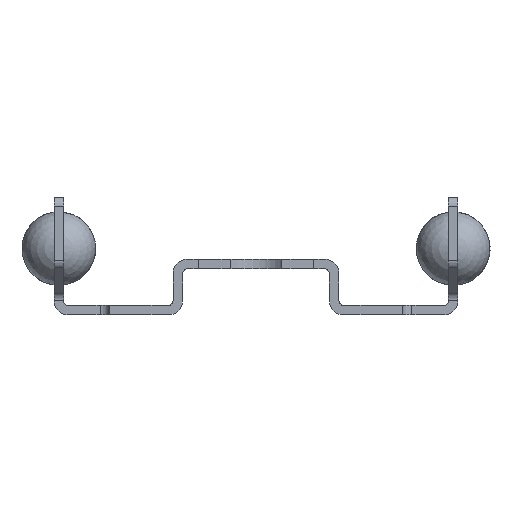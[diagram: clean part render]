
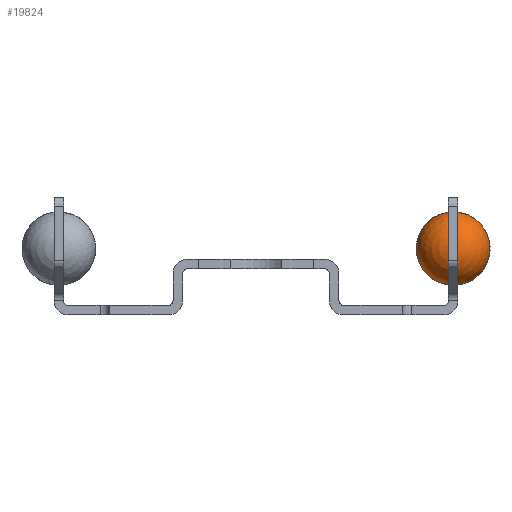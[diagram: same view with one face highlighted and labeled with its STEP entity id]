
A CAD part, left-side view. The second image highlights one B-rep face of the part: STEP entity #19824.
In plain terms, the highlighted spherical face has radius 2.54 mm.
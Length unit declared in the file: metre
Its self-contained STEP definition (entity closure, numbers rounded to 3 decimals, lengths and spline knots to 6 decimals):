
#26=SPHERICAL_SURFACE('',#22054,0.00254);
#740=CIRCLE('',#20344,0.001107);
#743=CIRCLE('',#20349,0.001107);
#746=CIRCLE('',#20354,0.001107);
#749=CIRCLE('',#20359,0.001107);
#1354=CIRCLE('',#21409,0.002518);
#1355=CIRCLE('',#21410,0.002518);
#1356=CIRCLE('',#21411,0.002518);
#1357=CIRCLE('',#21412,0.002518);
#1364=CIRCLE('',#21443,0.002518);
#1365=CIRCLE('',#21444,0.002518);
#1366=CIRCLE('',#21445,0.002518);
#1367=CIRCLE('',#21446,0.002518);
#1650=CIRCLE('',#21923,0.001107);
#1651=CIRCLE('',#21925,0.001107);
#1652=CIRCLE('',#21927,0.001107);
#1653=CIRCLE('',#21929,0.001107);
#7462=ORIENTED_EDGE('',*,*,#9922,.F.);
#7463=ORIENTED_EDGE('',*,*,#10644,.F.);
#7464=ORIENTED_EDGE('',*,*,#10035,.F.);
#7465=ORIENTED_EDGE('',*,*,#8406,.F.);
#7466=ORIENTED_EDGE('',*,*,#10032,.F.);
#7467=ORIENTED_EDGE('',*,*,#10642,.F.);
#7468=ORIENTED_EDGE('',*,*,#9925,.F.);
#7469=ORIENTED_EDGE('',*,*,#8391,.F.);
#7470=ORIENTED_EDGE('',*,*,#10645,.F.);
#7471=ORIENTED_EDGE('',*,*,#9923,.F.);
#7472=ORIENTED_EDGE('',*,*,#8413,.F.);
#7473=ORIENTED_EDGE('',*,*,#10034,.F.);
#7474=ORIENTED_EDGE('',*,*,#10643,.F.);
#7475=ORIENTED_EDGE('',*,*,#9919,.F.);
#7476=ORIENTED_EDGE('',*,*,#8399,.F.);
#7477=ORIENTED_EDGE('',*,*,#10030,.F.);
#8391=EDGE_CURVE('',#11293,#11294,#740,.T.);
#8399=EDGE_CURVE('',#11300,#11301,#743,.T.);
#8406=EDGE_CURVE('',#11307,#11308,#746,.T.);
#8413=EDGE_CURVE('',#11312,#11313,#749,.T.);
#9919=EDGE_CURVE('',#11301,#12414,#1354,.T.);
#9922=EDGE_CURVE('',#12415,#11307,#1355,.T.);
#9923=EDGE_CURVE('',#11313,#12416,#1356,.T.);
#9925=EDGE_CURVE('',#11294,#12417,#1357,.T.);
#10030=EDGE_CURVE('',#12434,#11300,#1364,.T.);
#10032=EDGE_CURVE('',#12435,#11293,#1365,.T.);
#10034=EDGE_CURVE('',#12436,#11312,#1366,.T.);
#10035=EDGE_CURVE('',#11308,#12437,#1367,.T.);
#10642=EDGE_CURVE('',#12417,#12435,#1650,.T.);
#10643=EDGE_CURVE('',#12414,#12434,#1651,.T.);
#10644=EDGE_CURVE('',#12437,#12415,#1652,.T.);
#10645=EDGE_CURVE('',#12416,#12436,#1653,.T.);
#11293=VERTEX_POINT('',#29724);
#11294=VERTEX_POINT('',#29726);
#11300=VERTEX_POINT('',#29741);
#11301=VERTEX_POINT('',#29743);
#11307=VERTEX_POINT('',#29757);
#11308=VERTEX_POINT('',#29759);
#11312=VERTEX_POINT('',#29771);
#11313=VERTEX_POINT('',#29773);
#12414=VERTEX_POINT('',#32825);
#12415=VERTEX_POINT('',#32828);
#12416=VERTEX_POINT('',#32831);
#12417=VERTEX_POINT('',#32834);
#12434=VERTEX_POINT('',#32979);
#12435=VERTEX_POINT('',#32982);
#12436=VERTEX_POINT('',#32985);
#12437=VERTEX_POINT('',#32988);
#17190=EDGE_LOOP('',(#7462,#7463,#7464,#7465));
#17191=EDGE_LOOP('',(#7466,#7467,#7468,#7469));
#17192=EDGE_LOOP('',(#7470,#7471,#7472,#7473));
#17193=EDGE_LOOP('',(#7474,#7475,#7476,#7477));
#18302=FACE_BOUND('',#17190,.T.);
#18303=FACE_BOUND('',#17191,.T.);
#18304=FACE_BOUND('',#17192,.T.);
#18305=FACE_BOUND('',#17193,.T.);
#19824=ADVANCED_FACE('',(#18302,#18303,#18304,#18305),#26,.T.);
#20344=AXIS2_PLACEMENT_3D('',#29725,#23447,#23448);
#20349=AXIS2_PLACEMENT_3D('',#29742,#23462,#23463);
#20354=AXIS2_PLACEMENT_3D('',#29758,#23476,#23477);
#20359=AXIS2_PLACEMENT_3D('',#29772,#23490,#23491);
#21409=AXIS2_PLACEMENT_3D('',#32824,#26491,#26492);
#21410=AXIS2_PLACEMENT_3D('',#32829,#26495,#26496);
#21411=AXIS2_PLACEMENT_3D('',#32830,#26497,#26498);
#21412=AXIS2_PLACEMENT_3D('',#32833,#26500,#26501);
#21443=AXIS2_PLACEMENT_3D('',#32980,#26660,#26661);
#21444=AXIS2_PLACEMENT_3D('',#32983,#26663,#26664);
#21445=AXIS2_PLACEMENT_3D('',#32986,#26666,#26667);
#21446=AXIS2_PLACEMENT_3D('',#32987,#26668,#26669);
#21923=AXIS2_PLACEMENT_3D('',#34013,#27946,#27947);
#21925=AXIS2_PLACEMENT_3D('',#34015,#27950,#27951);
#21927=AXIS2_PLACEMENT_3D('',#34017,#27954,#27955);
#21929=AXIS2_PLACEMENT_3D('',#34019,#27958,#27959);
#22054=AXIS2_PLACEMENT_3D('',#34144,#28208,#28209);
#23447=DIRECTION('',(0.,0.,-1.));
#23448=DIRECTION('',(0.,1.,0.));
#23462=DIRECTION('',(1.,0.,0.));
#23463=DIRECTION('',(0.,0.,-1.));
#23476=DIRECTION('',(0.,0.,1.));
#23477=DIRECTION('',(0.,-1.,0.));
#23490=DIRECTION('',(-1.,0.,0.));
#23491=DIRECTION('',(0.,0.,1.));
#26491=DIRECTION('',(0.,-1.,0.));
#26492=DIRECTION('',(0.,0.,-1.));
#26495=DIRECTION('',(0.,-1.,0.));
#26496=DIRECTION('',(0.,0.,-1.));
#26497=DIRECTION('',(0.,-1.,0.));
#26498=DIRECTION('',(0.,0.,-1.));
#26500=DIRECTION('',(0.,-1.,0.));
#26501=DIRECTION('',(0.,0.,-1.));
#26660=DIRECTION('',(0.,1.,0.));
#26661=DIRECTION('',(0.,0.,1.));
#26663=DIRECTION('',(0.,1.,0.));
#26664=DIRECTION('',(0.,0.,1.));
#26666=DIRECTION('',(0.,1.,0.));
#26667=DIRECTION('',(0.,0.,1.));
#26668=DIRECTION('',(0.,1.,0.));
#26669=DIRECTION('',(0.,0.,1.));
#27946=DIRECTION('',(0.,0.,-1.));
#27947=DIRECTION('',(0.,1.,0.));
#27950=DIRECTION('',(1.,0.,0.));
#27951=DIRECTION('',(0.,0.,-1.));
#27954=DIRECTION('',(0.,0.,1.));
#27955=DIRECTION('',(0.,-1.,0.));
#27958=DIRECTION('',(-1.,0.,0.));
#27959=DIRECTION('',(0.,0.,1.));
#28208=DIRECTION('',(-1.,0.,0.));
#28209=DIRECTION('',(0.,1.,0.));
#29724=CARTESIAN_POINT('',(-0.178169,-0.013919,-0.001014));
#29725=CARTESIAN_POINT('',(-0.177113,-0.013589,-0.001014));
#29726=CARTESIAN_POINT('',(-0.178169,-0.013259,-0.001014));
#29741=CARTESIAN_POINT('',(-0.174827,-0.013919,0.000215));
#29742=CARTESIAN_POINT('',(-0.174827,-0.013589,0.001272));
#29743=CARTESIAN_POINT('',(-0.174827,-0.013259,0.000215));
#29757=CARTESIAN_POINT('',(-0.178169,-0.013259,0.003558));
#29758=CARTESIAN_POINT('',(-0.177113,-0.013589,0.003558));
#29759=CARTESIAN_POINT('',(-0.178169,-0.013919,0.003558));
#29771=CARTESIAN_POINT('',(-0.179399,-0.013919,0.002328));
#29772=CARTESIAN_POINT('',(-0.179399,-0.013589,0.001272));
#29773=CARTESIAN_POINT('',(-0.179399,-0.013259,0.002328));
#32824=CARTESIAN_POINT('',(-0.177113,-0.013259,0.001272));
#32825=CARTESIAN_POINT('',(-0.174827,-0.013259,0.002328));
#32828=CARTESIAN_POINT('',(-0.176056,-0.013259,0.003558));
#32829=CARTESIAN_POINT('',(-0.177113,-0.013259,0.001272));
#32830=CARTESIAN_POINT('',(-0.177113,-0.013259,0.001272));
#32831=CARTESIAN_POINT('',(-0.179399,-0.013259,0.000215));
#32833=CARTESIAN_POINT('',(-0.177113,-0.013259,0.001272));
#32834=CARTESIAN_POINT('',(-0.176056,-0.013259,-0.001014));
#32979=CARTESIAN_POINT('',(-0.174827,-0.013919,0.002328));
#32980=CARTESIAN_POINT('',(-0.177113,-0.013919,0.001272));
#32982=CARTESIAN_POINT('',(-0.176056,-0.013919,-0.001014));
#32983=CARTESIAN_POINT('',(-0.177113,-0.013919,0.001272));
#32985=CARTESIAN_POINT('',(-0.179399,-0.013919,0.000215));
#32986=CARTESIAN_POINT('',(-0.177113,-0.013919,0.001272));
#32987=CARTESIAN_POINT('',(-0.177113,-0.013919,0.001272));
#32988=CARTESIAN_POINT('',(-0.176056,-0.013919,0.003558));
#34013=CARTESIAN_POINT('',(-0.177113,-0.013589,-0.001014));
#34015=CARTESIAN_POINT('',(-0.174827,-0.013589,0.001272));
#34017=CARTESIAN_POINT('',(-0.177113,-0.013589,0.003558));
#34019=CARTESIAN_POINT('',(-0.179399,-0.013589,0.001272));
#34144=CARTESIAN_POINT('',(-0.177113,-0.013589,0.001272));
